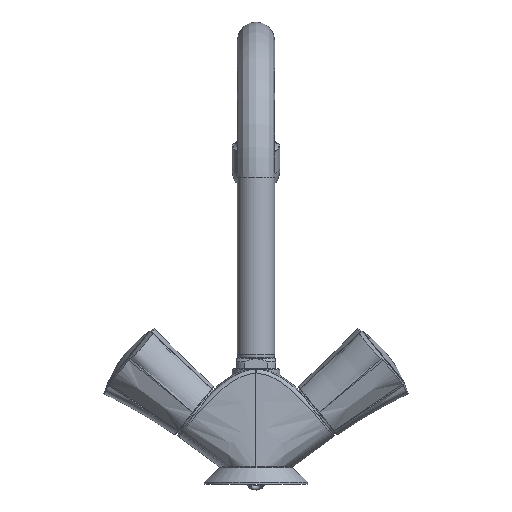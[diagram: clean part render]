
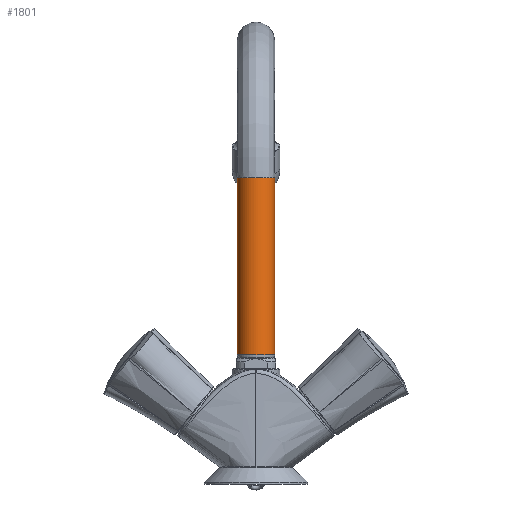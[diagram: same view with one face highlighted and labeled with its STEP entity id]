
A CAD part, left-side view. The second image highlights one B-rep face of the part: STEP entity #1801.
In plain terms, the highlighted cylindrical face has radius 9 mm (diameter 18 mm), a full revolution.
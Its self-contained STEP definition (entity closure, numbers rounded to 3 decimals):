
#303=B_SPLINE_CURVE_WITH_KNOTS('',3,(#6132,#6133,#6134,#6135,#6136,#6137,
#6138,#6139,#6140,#6141,#6142,#6143,#6144,#6145,#6146,#6147,#6148,#6149,
#6150),.UNSPECIFIED.,.T.,.F.,(1,1,1,1,1,1,1,1,1,1,1,1,1,1,1,1,1,1,1,1,1,
1,1),(-0.188,-0.125,-0.063,0.,0.063,0.125,0.188,0.25,0.313,0.375,0.438,
0.5,0.563,0.625,0.688,0.75,0.813,0.875,0.938,1.,1.063,1.125,1.188),
 .UNSPECIFIED.);
#304=B_SPLINE_CURVE_WITH_KNOTS('',3,(#6153,#6154,#6155,#6156,#6157,#6158,
#6159,#6160,#6161,#6162,#6163,#6164,#6165,#6166,#6167,#6168,#6169,#6170,
#6171),.UNSPECIFIED.,.T.,.F.,(1,1,1,1,1,1,1,1,1,1,1,1,1,1,1,1,1,1,1,1,1,
1,1),(0.063,0.125,0.188,0.25,0.313,0.375,0.438,0.5,0.563,0.625,0.688,
0.75,0.813,0.875,0.938,1.,1.063,1.125,1.188,1.25,1.313,1.375,1.438),
 .UNSPECIFIED.);
#369=CYLINDRICAL_SURFACE('',#2045,9.);
#628=ORIENTED_EDGE('',*,*,#1000,.T.);
#629=ORIENTED_EDGE('',*,*,#1001,.F.);
#1000=EDGE_CURVE('',#1246,#1246,#303,.T.);
#1001=EDGE_CURVE('',#1247,#1247,#304,.F.);
#1246=VERTEX_POINT('',#6151);
#1247=VERTEX_POINT('',#6172);
#1518=EDGE_LOOP('',(#628));
#1519=EDGE_LOOP('',(#629));
#1657=FACE_BOUND('',#1518,.T.);
#1658=FACE_BOUND('',#1519,.T.);
#1801=ADVANCED_FACE('',(#1657,#1658),#369,.T.);
#2045=AXIS2_PLACEMENT_3D('',#6152,#2272,#2273);
#2272=DIRECTION('',(0.,0.,1.));
#2273=DIRECTION('',(-1.,0.,0.));
#6132=CARTESIAN_POINT('',(8.531,3.534,147.017));
#6133=CARTESIAN_POINT('',(9.234,0.,147.017));
#6134=CARTESIAN_POINT('',(8.531,-3.534,147.017));
#6135=CARTESIAN_POINT('',(6.53,-6.53,147.017));
#6136=CARTESIAN_POINT('',(3.534,-8.531,147.017));
#6137=CARTESIAN_POINT('',(0.,-9.234,147.017));
#6138=CARTESIAN_POINT('',(-3.534,-8.531,147.017));
#6139=CARTESIAN_POINT('',(-6.53,-6.53,147.017));
#6140=CARTESIAN_POINT('',(-8.531,-3.534,147.017));
#6141=CARTESIAN_POINT('',(-9.234,0.,147.017));
#6142=CARTESIAN_POINT('',(-8.531,3.534,147.017));
#6143=CARTESIAN_POINT('',(-6.53,6.53,147.017));
#6144=CARTESIAN_POINT('',(-3.534,8.531,147.017));
#6145=CARTESIAN_POINT('',(0.,9.234,147.017));
#6146=CARTESIAN_POINT('',(3.534,8.531,147.017));
#6147=CARTESIAN_POINT('',(6.53,6.53,147.017));
#6148=CARTESIAN_POINT('',(8.531,3.534,147.017));
#6149=CARTESIAN_POINT('',(9.234,0.,147.017));
#6150=CARTESIAN_POINT('',(8.531,-3.534,147.017));
#6151=CARTESIAN_POINT('',(9.,0.,147.017));
#6152=CARTESIAN_POINT('',(0.,0.,129.991));
#6153=CARTESIAN_POINT('',(8.531,-3.534,61.877));
#6154=CARTESIAN_POINT('',(9.234,0.,61.877));
#6155=CARTESIAN_POINT('',(8.531,3.534,61.877));
#6156=CARTESIAN_POINT('',(6.53,6.53,61.877));
#6157=CARTESIAN_POINT('',(3.534,8.531,61.877));
#6158=CARTESIAN_POINT('',(0.,9.234,61.877));
#6159=CARTESIAN_POINT('',(-3.534,8.531,61.877));
#6160=CARTESIAN_POINT('',(-6.53,6.53,61.877));
#6161=CARTESIAN_POINT('',(-8.531,3.534,61.877));
#6162=CARTESIAN_POINT('',(-9.234,0.,61.877));
#6163=CARTESIAN_POINT('',(-8.531,-3.534,61.877));
#6164=CARTESIAN_POINT('',(-6.53,-6.53,61.877));
#6165=CARTESIAN_POINT('',(-3.534,-8.531,61.877));
#6166=CARTESIAN_POINT('',(0.,-9.234,61.877));
#6167=CARTESIAN_POINT('',(3.534,-8.531,61.877));
#6168=CARTESIAN_POINT('',(6.53,-6.53,61.877));
#6169=CARTESIAN_POINT('',(8.531,-3.534,61.877));
#6170=CARTESIAN_POINT('',(9.234,0.,61.877));
#6171=CARTESIAN_POINT('',(8.531,3.534,61.877));
#6172=CARTESIAN_POINT('',(9.,0.,61.877));
